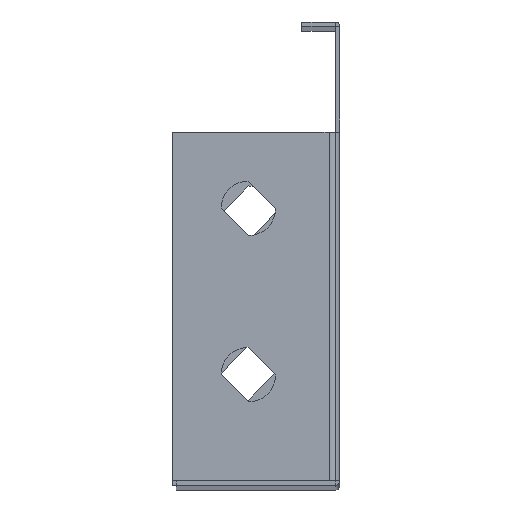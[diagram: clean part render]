
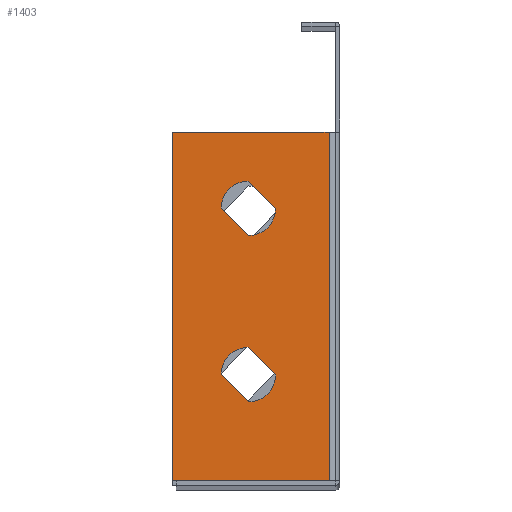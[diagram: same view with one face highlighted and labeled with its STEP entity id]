
A CAD part, top view. The second image highlights one B-rep face of the part: STEP entity #1403.
In plain terms, the highlighted planar face has unit normal (0, 0, 1).
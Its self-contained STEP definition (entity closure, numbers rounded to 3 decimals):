
#87 = FACE_BOUND ( 'NONE', #1145, .T. ) ;
#91 = FACE_BOUND ( 'NONE', #1162, .T. ) ;
#95 = FACE_OUTER_BOUND ( 'NONE', #1129, .T. ) ;
#118 = VECTOR ( 'NONE', #436, 1000. ) ;
#120 = VECTOR ( 'NONE', #435, 1000. ) ;
#123 = LINE ( 'NONE', #433, #120 ) ;
#129 = VECTOR ( 'NONE', #423, 1000. ) ;
#130 = CIRCLE ( 'NONE', #694, 5. ) ;
#131 = VECTOR ( 'NONE', #421, 1000. ) ;
#132 = LINE ( 'NONE', #422, #129 ) ;
#133 = VECTOR ( 'NONE', #419, 1000. ) ;
#134 = LINE ( 'NONE', #420, #131 ) ;
#135 = VECTOR ( 'NONE', #409, 1000. ) ;
#136 = LINE ( 'NONE', #418, #133 ) ;
#137 = LINE ( 'NONE', #408, #135 ) ;
#138 = CIRCLE ( 'NONE', #695, 5. ) ;
#139 = CIRCLE ( 'NONE', #697, 5. ) ;
#140 = VECTOR ( 'NONE', #396, 1000. ) ;
#141 = LINE ( 'NONE', #425, #118 ) ;
#142 = LINE ( 'NONE', #395, #140 ) ;
#150 = CIRCLE ( 'NONE', #700, 5. ) ;
#172 = VECTOR ( 'NONE', #356, 1000. ) ;
#175 = LINE ( 'NONE', #355, #172 ) ;
#355 = CARTESIAN_POINT ( 'NONE',  ( -16.75, 45.801, 252. ) ) ;
#356 = DIRECTION ( 'NONE',  ( 0.707, -0.707, 0. ) ) ;
#395 = CARTESIAN_POINT ( 'NONE',  ( -30.8, 64.8, 252. ) ) ;
#396 = DIRECTION ( 'NONE',  ( 0., 1., 0. ) ) ;
#405 = CARTESIAN_POINT ( 'NONE',  ( -16.8, 50.8, 252. ) ) ;
#406 = DIRECTION ( 'NONE',  ( 0., 0., 1. ) ) ;
#407 = DIRECTION ( 'NONE',  ( 1., 0., 0. ) ) ;
#408 = CARTESIAN_POINT ( 'NONE',  ( -16.85, 55.8, 252. ) ) ;
#409 = DIRECTION ( 'NONE',  ( -0.707, 0.707, 0. ) ) ;
#410 = CARTESIAN_POINT ( 'NONE',  ( -16.8, 20.3, 252. ) ) ;
#411 = DIRECTION ( 'NONE',  ( 0., 0., 1. ) ) ;
#412 = DIRECTION ( 'NONE',  ( 1., 0., 0. ) ) ;
#415 = CARTESIAN_POINT ( 'NONE',  ( -16.8, 50.8, 252. ) ) ;
#416 = DIRECTION ( 'NONE',  ( 0., 0., 1. ) ) ;
#417 = DIRECTION ( 'NONE',  ( 1., 0., 0. ) ) ;
#418 = CARTESIAN_POINT ( 'NONE',  ( -16.85, 25.299, 252. ) ) ;
#419 = DIRECTION ( 'NONE',  ( -0.707, 0.707, 0. ) ) ;
#420 = CARTESIAN_POINT ( 'NONE',  ( -30.8, 0.8, 252. ) ) ;
#421 = DIRECTION ( 'NONE',  ( -1., 0., 0. ) ) ;
#422 = CARTESIAN_POINT ( 'NONE',  ( -16.75, 15.3, 252. ) ) ;
#423 = DIRECTION ( 'NONE',  ( 0.707, -0.707, 0. ) ) ;
#425 = CARTESIAN_POINT ( 'NONE',  ( -2., 0.8, 252. ) ) ;
#426 = CARTESIAN_POINT ( 'NONE',  ( -16.8, 20.3, 252. ) ) ;
#427 = DIRECTION ( 'NONE',  ( 0., 0., 1. ) ) ;
#428 = DIRECTION ( 'NONE',  ( 1., 0., 0. ) ) ;
#433 = CARTESIAN_POINT ( 'NONE',  ( -0.8, 64.8, 252. ) ) ;
#435 = DIRECTION ( 'NONE',  ( 1., 0., 0. ) ) ;
#436 = DIRECTION ( 'NONE',  ( 0., -1., 0. ) ) ;
#437 = CARTESIAN_POINT ( 'NONE',  ( -16.85, 55.8, 252. ) ) ;
#440 = CARTESIAN_POINT ( 'NONE',  ( -11.801, 50.75, 252. ) ) ;
#441 = CARTESIAN_POINT ( 'NONE',  ( -30.8, 0.8, 252. ) ) ;
#442 = CARTESIAN_POINT ( 'NONE',  ( -16.75, 45.801, 252. ) ) ;
#452 = CARTESIAN_POINT ( 'NONE',  ( -16.85, 25.299, 252. ) ) ;
#618 = EDGE_CURVE ( 'NONE', #1056, #1038, #175, .T. ) ;
#653 = EDGE_CURVE ( 'NONE', #1036, #1156, #142, .T. ) ;
#656 = EDGE_CURVE ( 'NONE', #1038, #1034, #150, .T. ) ;
#657 = EDGE_CURVE ( 'NONE', #1064, #1068, #139, .T. ) ;
#659 = EDGE_CURVE ( 'NONE', #1037, #1056, #138, .T. ) ;
#662 = EDGE_CURVE ( 'NONE', #1034, #1037, #137, .T. ) ;
#664 = EDGE_CURVE ( 'NONE', #1068, #1050, #136, .T. ) ;
#665 = EDGE_CURVE ( 'NONE', #1059, #1036, #134, .T. ) ;
#666 = EDGE_CURVE ( 'NONE', #1138, #1064, #132, .T. ) ;
#667 = EDGE_CURVE ( 'NONE', #1050, #1138, #130, .T. ) ;
#675 = EDGE_CURVE ( 'NONE', #1156, #1105, #123, .T. ) ;
#677 = EDGE_CURVE ( 'NONE', #1105, #1059, #141, .T. ) ;
#694 = AXIS2_PLACEMENT_3D ( 'NONE', #426, #427, #428 ) ;
#695 = AXIS2_PLACEMENT_3D ( 'NONE', #415, #416, #417 ) ;
#697 = AXIS2_PLACEMENT_3D ( 'NONE', #410, #411, #412 ) ;
#700 = AXIS2_PLACEMENT_3D ( 'NONE', #405, #406, #407 ) ;
#733 = AXIS2_PLACEMENT_3D ( 'NONE', #1577, #1575, #1581 ) ;
#914 = ORIENTED_EDGE ( 'NONE', *, *, #665, .F. ) ;
#915 = ORIENTED_EDGE ( 'NONE', *, *, #653, .F. ) ;
#916 = ORIENTED_EDGE ( 'NONE', *, *, #675, .F. ) ;
#917 = ORIENTED_EDGE ( 'NONE', *, *, #677, .F. ) ;
#918 = ORIENTED_EDGE ( 'NONE', *, *, #656, .F. ) ;
#919 = ORIENTED_EDGE ( 'NONE', *, *, #662, .F. ) ;
#920 = ORIENTED_EDGE ( 'NONE', *, *, #659, .F. ) ;
#921 = ORIENTED_EDGE ( 'NONE', *, *, #618, .F. ) ;
#922 = ORIENTED_EDGE ( 'NONE', *, *, #657, .F. ) ;
#923 = ORIENTED_EDGE ( 'NONE', *, *, #664, .F. ) ;
#924 = ORIENTED_EDGE ( 'NONE', *, *, #667, .F. ) ;
#925 = ORIENTED_EDGE ( 'NONE', *, *, #666, .F. ) ;
#1034 = VERTEX_POINT ( 'NONE', #440 ) ;
#1036 = VERTEX_POINT ( 'NONE', #441 ) ;
#1037 = VERTEX_POINT ( 'NONE', #437 ) ;
#1038 = VERTEX_POINT ( 'NONE', #442 ) ;
#1050 = VERTEX_POINT ( 'NONE', #452 ) ;
#1056 = VERTEX_POINT ( 'NONE', #1464 ) ;
#1059 = VERTEX_POINT ( 'NONE', #1467 ) ;
#1064 = VERTEX_POINT ( 'NONE', #1472 ) ;
#1068 = VERTEX_POINT ( 'NONE', #1476 ) ;
#1105 = VERTEX_POINT ( 'NONE', #1490 ) ;
#1129 = EDGE_LOOP ( 'NONE', ( #917, #916, #915, #914 ) ) ;
#1138 = VERTEX_POINT ( 'NONE', #1496 ) ;
#1145 = EDGE_LOOP ( 'NONE', ( #921, #920, #919, #918 ) ) ;
#1156 = VERTEX_POINT ( 'NONE', #1506 ) ;
#1162 = EDGE_LOOP ( 'NONE', ( #925, #924, #923, #922 ) ) ;
#1403 = ADVANCED_FACE ( 'NONE', ( #91, #87, #95 ), #1579, .F. ) ;
#1464 = CARTESIAN_POINT ( 'NONE',  ( -21.8, 50.85, 252. ) ) ;
#1467 = CARTESIAN_POINT ( 'NONE',  ( -2., 0.8, 252. ) ) ;
#1472 = CARTESIAN_POINT ( 'NONE',  ( -16.75, 15.3, 252. ) ) ;
#1476 = CARTESIAN_POINT ( 'NONE',  ( -11.801, 20.25, 252. ) ) ;
#1490 = CARTESIAN_POINT ( 'NONE',  ( -2., 64.8, 252. ) ) ;
#1496 = CARTESIAN_POINT ( 'NONE',  ( -21.8, 20.35, 252. ) ) ;
#1506 = CARTESIAN_POINT ( 'NONE',  ( -30.8, 64.8, 252. ) ) ;
#1575 = DIRECTION ( 'NONE',  ( 0., 0., -1. ) ) ;
#1577 = CARTESIAN_POINT ( 'NONE',  ( -0.8, 0.8, 252. ) ) ;
#1579 = PLANE ( 'NONE',  #733 ) ;
#1581 = DIRECTION ( 'NONE',  ( -1., 0., 0. ) ) ;
